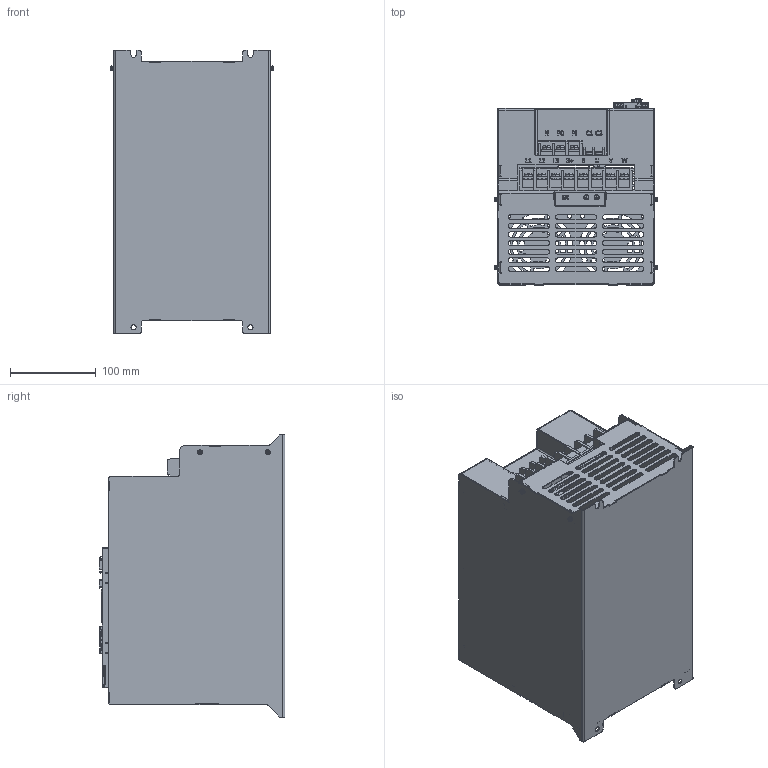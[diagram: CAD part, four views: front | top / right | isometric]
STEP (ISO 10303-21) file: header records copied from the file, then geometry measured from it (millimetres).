
FILE_DESCRIPTION (( 'STEP AP203' ), '1' );
FILE_NAME ('L7NH_7.5kW 200V.STEP', '2017-04-04T06:54:24', ( 'Yoo HyunAh' ), ( '' ), 'SwSTEP 2.0', 'SolidWorks 2011', '' );
FILE_SCHEMA (( 'CONFIG_CONTROL_DESIGN' ));
Products named in the file (1): L7NH_7.5kW 200V
Bounding box: 189.5 x 216.3 x 330 mm (x, y, z)
Volume: 447089.4 mm3; surface area: 673706.1 mm2
Topology: 82 solids, 82 shells, 8570 faces, 23863 edges, 15591 vertices
Faces by surface type: plane 5562, cylinder 2021, bspline 786, cone 104, torus 71, sphere 26
Entity records: 310224 total; most frequent: CARTESIAN_POINT 94833, ORIENTED_EDGE 47572, DIRECTION 40600, EDGE_CURVE 23786, LINE 17100, VECTOR 17100, VERTEX_POINT 15591, AXIS2_PLACEMENT_3D 11750
